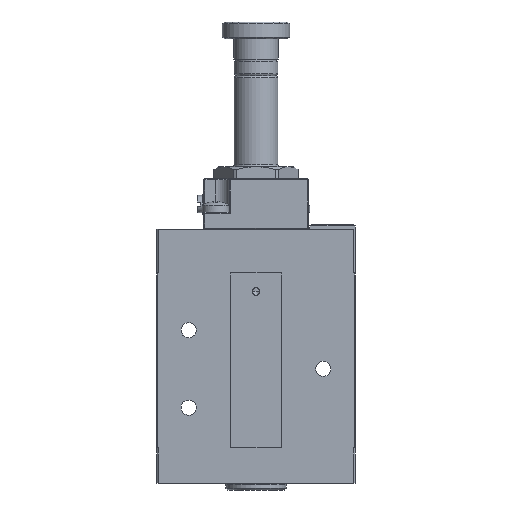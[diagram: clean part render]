
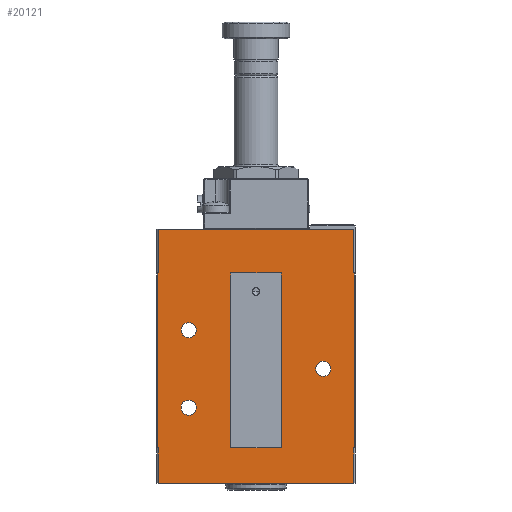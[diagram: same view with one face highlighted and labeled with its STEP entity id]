
A CAD part, front view. The second image highlights one B-rep face of the part: STEP entity #20121.
In plain terms, the highlighted planar face has unit normal (0, -1, 0).
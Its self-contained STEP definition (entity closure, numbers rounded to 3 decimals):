
#627=LINE('',#31494,#1768);
#707=LINE('',#31684,#1848);
#708=LINE('',#31686,#1849);
#709=LINE('',#31689,#1850);
#710=LINE('',#31690,#1851);
#711=LINE('',#31692,#1852);
#712=LINE('',#31694,#1853);
#713=LINE('',#31696,#1854);
#714=LINE('',#31698,#1855);
#715=LINE('',#31700,#1856);
#716=LINE('',#31702,#1857);
#717=LINE('',#31704,#1858);
#718=LINE('',#31705,#1859);
#719=LINE('',#31708,#1860);
#720=LINE('',#31710,#1861);
#721=LINE('',#31712,#1862);
#1768=VECTOR('',#23323,1000.);
#1848=VECTOR('',#23501,1000.);
#1849=VECTOR('',#23504,1000.);
#1850=VECTOR('',#23505,1000.);
#1851=VECTOR('',#23506,1000.);
#1852=VECTOR('',#23507,1000.);
#1853=VECTOR('',#23508,1000.);
#1854=VECTOR('',#23509,1000.);
#1855=VECTOR('',#23510,1000.);
#1856=VECTOR('',#23511,1000.);
#1857=VECTOR('',#23512,1000.);
#1858=VECTOR('',#23513,1000.);
#1859=VECTOR('',#23514,1000.);
#1860=VECTOR('',#23515,1000.);
#1861=VECTOR('',#23516,1000.);
#1862=VECTOR('',#23517,1000.);
#2814=PLANE('',#21173);
#4369=ORIENTED_EDGE('',*,*,#7989,.F.);
#4370=ORIENTED_EDGE('',*,*,#7990,.T.);
#4371=ORIENTED_EDGE('',*,*,#7899,.F.);
#4372=ORIENTED_EDGE('',*,*,#7988,.T.);
#4373=ORIENTED_EDGE('',*,*,#7991,.F.);
#4374=ORIENTED_EDGE('',*,*,#7992,.T.);
#4375=ORIENTED_EDGE('',*,*,#7993,.T.);
#4376=ORIENTED_EDGE('',*,*,#7994,.T.);
#4377=ORIENTED_EDGE('',*,*,#7995,.F.);
#4378=ORIENTED_EDGE('',*,*,#7996,.T.);
#4379=ORIENTED_EDGE('',*,*,#7997,.T.);
#4380=ORIENTED_EDGE('',*,*,#7998,.T.);
#4381=ORIENTED_EDGE('',*,*,#7999,.T.);
#4382=ORIENTED_EDGE('',*,*,#8000,.F.);
#4383=ORIENTED_EDGE('',*,*,#8001,.T.);
#4384=ORIENTED_EDGE('',*,*,#8002,.F.);
#4385=ORIENTED_EDGE('',*,*,#8003,.F.);
#4386=ORIENTED_EDGE('',*,*,#8004,.F.);
#4387=ORIENTED_EDGE('',*,*,#8005,.F.);
#7899=EDGE_CURVE('',#9811,#9812,#627,.T.);
#7988=EDGE_CURVE('',#9811,#9872,#707,.T.);
#7989=EDGE_CURVE('',#9873,#9874,#708,.T.);
#7990=EDGE_CURVE('',#9873,#9812,#709,.T.);
#7991=EDGE_CURVE('',#9875,#9872,#710,.T.);
#7992=EDGE_CURVE('',#9875,#9876,#711,.T.);
#7993=EDGE_CURVE('',#9876,#9877,#712,.T.);
#7994=EDGE_CURVE('',#9877,#9878,#713,.T.);
#7995=EDGE_CURVE('',#9879,#9878,#714,.T.);
#7996=EDGE_CURVE('',#9879,#9880,#715,.T.);
#7997=EDGE_CURVE('',#9880,#9881,#716,.T.);
#7998=EDGE_CURVE('',#9881,#9874,#717,.T.);
#7999=EDGE_CURVE('',#9882,#9883,#718,.T.);
#8000=EDGE_CURVE('',#9884,#9883,#719,.T.);
#8001=EDGE_CURVE('',#9884,#9885,#720,.T.);
#8002=EDGE_CURVE('',#9882,#9885,#721,.T.);
#8003=EDGE_CURVE('',#9886,#9886,#11109,.F.);
#8004=EDGE_CURVE('',#9887,#9887,#11110,.F.);
#8005=EDGE_CURVE('',#9888,#9888,#11111,.F.);
#9811=VERTEX_POINT('',#31493);
#9812=VERTEX_POINT('',#31495);
#9872=VERTEX_POINT('',#31683);
#9873=VERTEX_POINT('',#31687);
#9874=VERTEX_POINT('',#31688);
#9875=VERTEX_POINT('',#31691);
#9876=VERTEX_POINT('',#31693);
#9877=VERTEX_POINT('',#31695);
#9878=VERTEX_POINT('',#31697);
#9879=VERTEX_POINT('',#31699);
#9880=VERTEX_POINT('',#31701);
#9881=VERTEX_POINT('',#31703);
#9882=VERTEX_POINT('',#31706);
#9883=VERTEX_POINT('',#31707);
#9884=VERTEX_POINT('',#31709);
#9885=VERTEX_POINT('',#31711);
#9886=VERTEX_POINT('',#31714);
#9887=VERTEX_POINT('',#31716);
#9888=VERTEX_POINT('',#31718);
#11109=CIRCLE('',#21174,2.25);
#11110=CIRCLE('',#21175,2.25);
#11111=CIRCLE('',#21176,2.25);
#11938=EDGE_LOOP('',(#4369,#4370,#4371,#4372,#4373,#4374,#4375,#4376,#4377,
#4378,#4379,#4380));
#11939=EDGE_LOOP('',(#4381,#4382,#4383,#4384));
#11940=EDGE_LOOP('',(#4385));
#11941=EDGE_LOOP('',(#4386));
#11942=EDGE_LOOP('',(#4387));
#13105=FACE_BOUND('',#11938,.T.);
#13106=FACE_BOUND('',#11939,.T.);
#13107=FACE_BOUND('',#11940,.T.);
#13108=FACE_BOUND('',#11941,.T.);
#13109=FACE_BOUND('',#11942,.T.);
#20121=ADVANCED_FACE('',(#13105,#13106,#13107,#13108,#13109),#2814,.F.);
#21173=AXIS2_PLACEMENT_3D('',#31685,#23502,#23503);
#21174=AXIS2_PLACEMENT_3D('',#31713,#23518,#23519);
#21175=AXIS2_PLACEMENT_3D('',#31715,#23520,#23521);
#21176=AXIS2_PLACEMENT_3D('',#31717,#23522,#23523);
#23323=DIRECTION('',(1.,0.,0.));
#23501=DIRECTION('',(0.,0.,-1.));
#23502=DIRECTION('',(0.,1.,0.));
#23503=DIRECTION('',(-1.,0.,0.));
#23504=DIRECTION('',(1.,0.,0.));
#23505=DIRECTION('',(0.,0.,1.));
#23506=DIRECTION('',(1.,0.,0.));
#23507=DIRECTION('',(0.,0.,-1.));
#23508=DIRECTION('',(1.,0.,0.));
#23509=DIRECTION('',(0.,0.,-1.));
#23510=DIRECTION('',(-1.,0.,0.));
#23511=DIRECTION('',(0.,0.,1.));
#23512=DIRECTION('',(1.,0.,0.));
#23513=DIRECTION('',(0.,0.,1.));
#23514=DIRECTION('',(1.,0.,0.));
#23515=DIRECTION('',(0.,0.,1.));
#23516=DIRECTION('',(-1.,0.,0.));
#23517=DIRECTION('',(0.,0.,-1.));
#23518=DIRECTION('',(0.,1.,0.));
#23519=DIRECTION('',(-1.,0.,0.));
#23520=DIRECTION('',(0.,1.,0.));
#23521=DIRECTION('',(-1.,0.,0.));
#23522=DIRECTION('',(0.,1.,0.));
#23523=DIRECTION('',(-1.,0.,0.));
#31493=CARTESIAN_POINT('',(-29.,-16.,41.5));
#31494=CARTESIAN_POINT('',(-29.5,-16.,41.5));
#31495=CARTESIAN_POINT('',(29.,-16.,41.5));
#31683=CARTESIAN_POINT('',(-29.,-16.,28.5));
#31684=CARTESIAN_POINT('',(-29.,-16.,41.5));
#31685=CARTESIAN_POINT('',(-29.5,-16.,41.5));
#31686=CARTESIAN_POINT('',(-29.5,-16.,28.5));
#31687=CARTESIAN_POINT('',(29.,-16.,28.5));
#31688=CARTESIAN_POINT('',(29.2,-16.,28.5));
#31689=CARTESIAN_POINT('',(29.,-16.,41.5));
#31690=CARTESIAN_POINT('',(-29.5,-16.,28.5));
#31691=CARTESIAN_POINT('',(-29.2,-16.,28.5));
#31692=CARTESIAN_POINT('',(-29.2,-16.,33.5));
#31693=CARTESIAN_POINT('',(-29.2,-16.,-23.5));
#31694=CARTESIAN_POINT('',(-29.5,-16.,-23.5));
#31695=CARTESIAN_POINT('',(-29.,-16.,-23.5));
#31696=CARTESIAN_POINT('',(-29.,-16.,-34.));
#31697=CARTESIAN_POINT('',(-29.,-16.,-34.));
#31698=CARTESIAN_POINT('',(29.5,-16.,-34.));
#31699=CARTESIAN_POINT('',(29.,-16.,-34.));
#31700=CARTESIAN_POINT('',(29.,-16.,-34.));
#31701=CARTESIAN_POINT('',(29.,-16.,-23.5));
#31702=CARTESIAN_POINT('',(-29.5,-16.,-23.5));
#31703=CARTESIAN_POINT('',(29.2,-16.,-23.5));
#31704=CARTESIAN_POINT('',(29.2,-16.,33.5));
#31705=CARTESIAN_POINT('',(-29.5,-16.,28.5));
#31706=CARTESIAN_POINT('',(-7.5,-16.,28.5));
#31707=CARTESIAN_POINT('',(7.5,-16.,28.5));
#31708=CARTESIAN_POINT('',(7.5,-16.,28.5));
#31709=CARTESIAN_POINT('',(7.5,-16.,-23.5));
#31710=CARTESIAN_POINT('',(29.5,-16.,-23.5));
#31711=CARTESIAN_POINT('',(-7.5,-16.,-23.5));
#31712=CARTESIAN_POINT('',(-7.5,-16.,28.5));
#31713=CARTESIAN_POINT('',(20.,-16.,0.));
#31714=CARTESIAN_POINT('',(17.75,-16.,0.));
#31715=CARTESIAN_POINT('',(-20.,-16.,11.5));
#31716=CARTESIAN_POINT('',(-22.25,-16.,11.5));
#31717=CARTESIAN_POINT('',(-20.,-16.,-11.5));
#31718=CARTESIAN_POINT('',(-22.25,-16.,-11.5));
